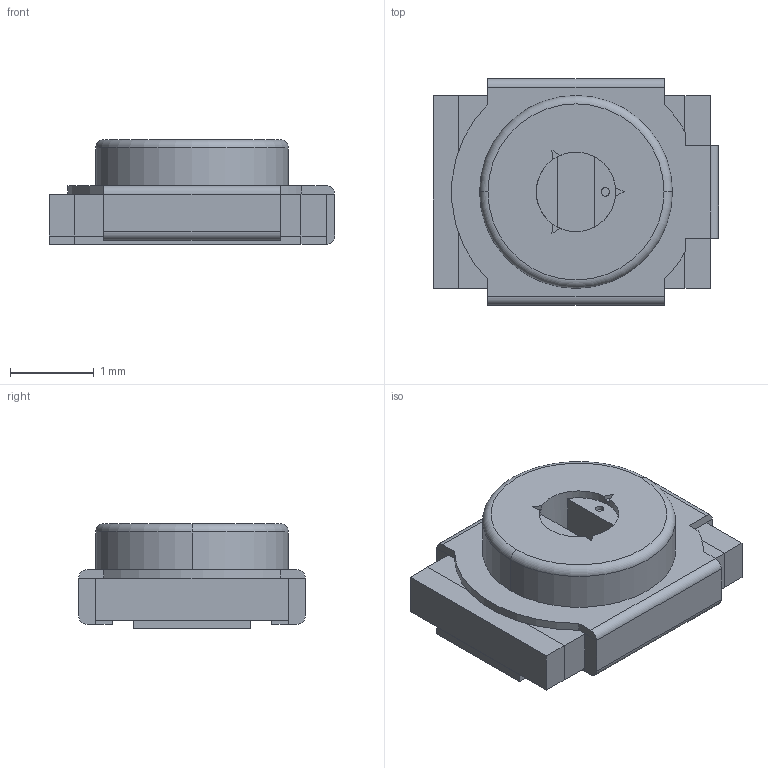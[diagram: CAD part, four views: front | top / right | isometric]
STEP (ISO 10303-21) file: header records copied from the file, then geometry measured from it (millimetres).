
FILE_DESCRIPTION((''),'2;1');
FILE_NAME('CAPV_MURATA_TZY2.stp','2013-05-27T10:17:45',(''),(''),'Mechanical Desktop 2011','Mechanical Desktop 2011',', , ');
FILE_SCHEMA(('AUTOMOTIVE_DESIGN { 1 2 10303 214 1 1 1 1 }'));
Length unit declared in the file: millimetre
Products named in the file (1): Product
Bounding box: 3.4 x 2.7 x 1.25 mm (x, y, z)
Volume: 7.5 mm3; surface area: 76.1 mm2
Topology: 15 solids, 15 shells, 112 faces, 253 edges, 184 vertices
Faces by surface type: plane 75, bspline 18, cylinder 17, torus 2
Entity records: 3159 total; most frequent: CARTESIAN_POINT 592, DIRECTION 487, ORIENTED_EDGE 482, EDGE_CURVE 241, VECTOR 209, LINE 209, VERTEX_POINT 160, AXIS2_PLACEMENT_3D 139
